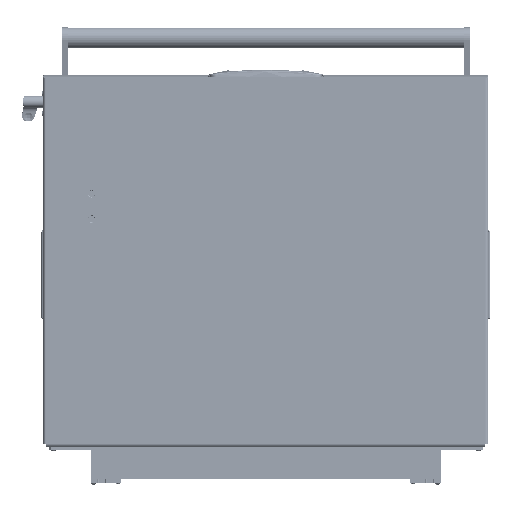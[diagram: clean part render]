
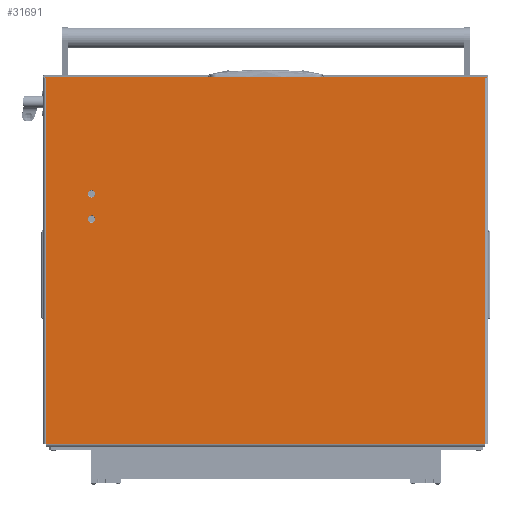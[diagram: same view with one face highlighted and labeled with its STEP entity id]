
A CAD part, front view. The second image highlights one B-rep face of the part: STEP entity #31691.
In plain terms, the highlighted face is planar.
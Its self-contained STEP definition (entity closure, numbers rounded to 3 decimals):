
#533 = LINE ( 'NONE', #64935, #130051 ) ;
#2329 = VECTOR ( 'NONE', #65438, 1000. ) ;
#3450 = VERTEX_POINT ( 'NONE', #89326 ) ;
#5597 = VERTEX_POINT ( 'NONE', #99088 ) ;
#5800 = ORIENTED_EDGE ( 'NONE', *, *, #79280, .F. ) ;
#5949 = LINE ( 'NONE', #113442, #112983 ) ;
#6257 = AXIS2_PLACEMENT_3D ( 'NONE', #23305, #84877, #13778 ) ;
#6412 = CARTESIAN_POINT ( 'NONE',  ( -2., -2., 0. ) ) ;
#6784 = VECTOR ( 'NONE', #108971, 1000. ) ;
#9575 = VECTOR ( 'NONE', #89393, 1000. ) ;
#9751 = ORIENTED_EDGE ( 'NONE', *, *, #123009, .F. ) ;
#10085 = LINE ( 'NONE', #129327, #6784 ) ;
#13570 = VECTOR ( 'NONE', #99312, 1000. ) ;
#13778 = DIRECTION ( 'NONE',  ( -1., 0., 0. ) ) ;
#14505 = DIRECTION ( 'NONE',  ( -1., 0., 0. ) ) ;
#14994 = EDGE_CURVE ( 'NONE', #118024, #5597, #63029, .T. ) ;
#16203 = ORIENTED_EDGE ( 'NONE', *, *, #33847, .F. ) ;
#16858 = DIRECTION ( 'NONE',  ( -1., 0., 0. ) ) ;
#18052 = EDGE_CURVE ( 'NONE', #94589, #5597, #10085, .T. ) ;
#21245 = ORIENTED_EDGE ( 'NONE', *, *, #83853, .T. ) ;
#23305 = CARTESIAN_POINT ( 'NONE',  ( 160., 545., 0. ) ) ;
#24244 = FACE_BOUND ( 'NONE', #52251, .T. ) ;
#26753 = VERTEX_POINT ( 'NONE', #6412 ) ;
#27025 = CARTESIAN_POINT ( 'NONE',  ( 0., -4., 0. ) ) ;
#27621 = PLANE ( 'NONE',  #93435 ) ;
#27902 = CARTESIAN_POINT ( 'NONE',  ( 0., 608., 0. ) ) ;
#28114 = VERTEX_POINT ( 'NONE', #108620 ) ;
#30415 = AXIS2_PLACEMENT_3D ( 'NONE', #117642, #76077, #14505 ) ;
#31691 = ADVANCED_FACE ( 'NONE', ( #24244, #108466, #103558 ), #27621, .T. ) ;
#32824 = DIRECTION ( 'NONE',  ( -1., 0., 0. ) ) ;
#33847 = EDGE_CURVE ( 'NONE', #56946, #58137, #96935, .T. ) ;
#33857 = DIRECTION ( 'NONE',  ( 0., 0., -1. ) ) ;
#35172 = CARTESIAN_POINT ( 'NONE',  ( 160., 545., 0. ) ) ;
#37785 = VERTEX_POINT ( 'NONE', #122670 ) ;
#41568 = CARTESIAN_POINT ( 'NONE',  ( 0., 608., 0. ) ) ;
#44042 = CARTESIAN_POINT ( 'NONE',  ( 189.8, 545., 0. ) ) ;
#45047 = EDGE_CURVE ( 'NONE', #3450, #37785, #98780, .T. ) ;
#52251 = EDGE_LOOP ( 'NONE', ( #64486, #58177 ) ) ;
#54946 = EDGE_CURVE ( 'NONE', #126622, #26753, #78137, .T. ) ;
#56946 = VERTEX_POINT ( 'NONE', #44042 ) ;
#57534 = ORIENTED_EDGE ( 'NONE', *, *, #54946, .T. ) ;
#58137 = VERTEX_POINT ( 'NONE', #113694 ) ;
#58177 = ORIENTED_EDGE ( 'NONE', *, *, #45047, .F. ) ;
#58768 = VERTEX_POINT ( 'NONE', #102631 ) ;
#62018 = ORIENTED_EDGE ( 'NONE', *, *, #18052, .T. ) ;
#63029 = LINE ( 'NONE', #27025, #9575 ) ;
#63663 = DIRECTION ( 'NONE',  ( 0., 1., 0. ) ) ;
#64293 = DIRECTION ( 'NONE',  ( -1., 0., 0. ) ) ;
#64486 = ORIENTED_EDGE ( 'NONE', *, *, #88001, .F. ) ;
#64935 = CARTESIAN_POINT ( 'NONE',  ( 0., -4., 0. ) ) ;
#65438 = DIRECTION ( 'NONE',  ( 0., -1., 0. ) ) ;
#65921 = ORIENTED_EDGE ( 'NONE', *, *, #72882, .F. ) ;
#66143 = DIRECTION ( 'NONE',  ( 1., 0., 0. ) ) ;
#66915 = AXIS2_PLACEMENT_3D ( 'NONE', #35172, #33857, #32824 ) ;
#72882 = EDGE_CURVE ( 'NONE', #28114, #118024, #81669, .T. ) ;
#76077 = DIRECTION ( 'NONE',  ( 0., 0., -1. ) ) ;
#76310 = CARTESIAN_POINT ( 'NONE',  ( 0., 608., 0. ) ) ;
#78137 = LINE ( 'NONE', #97047, #107131 ) ;
#79280 = EDGE_CURVE ( 'NONE', #84044, #58768, #101780, .T. ) ;
#81669 = LINE ( 'NONE', #27902, #13570 ) ;
#83853 = EDGE_CURVE ( 'NONE', #26753, #94589, #5949, .T. ) ;
#84044 = VERTEX_POINT ( 'NONE', #98865 ) ;
#84175 = CARTESIAN_POINT ( 'NONE',  ( 195., 545., 0. ) ) ;
#84863 = CARTESIAN_POINT ( 'NONE',  ( 506., 608., 0. ) ) ;
#84877 = DIRECTION ( 'NONE',  ( 0., 0., -1. ) ) ;
#88001 = EDGE_CURVE ( 'NONE', #37785, #3450, #104146, .T. ) ;
#88007 = DIRECTION ( 'NONE',  ( -1., 0., 0. ) ) ;
#88285 = AXIS2_PLACEMENT_3D ( 'NONE', #84175, #127508, #64293 ) ;
#89326 = CARTESIAN_POINT ( 'NONE',  ( 165.2, 545., 0. ) ) ;
#89393 = DIRECTION ( 'NONE',  ( 0., 1., 0. ) ) ;
#92258 = ORIENTED_EDGE ( 'NONE', *, *, #14994, .F. ) ;
#92902 = DIRECTION ( 'NONE',  ( 0., 0., -1. ) ) ;
#93435 = AXIS2_PLACEMENT_3D ( 'NONE', #41568, #92902, #16858 ) ;
#94265 = DIRECTION ( 'NONE',  ( 0., 1., 0. ) ) ;
#94589 = VERTEX_POINT ( 'NONE', #118259 ) ;
#96935 = CIRCLE ( 'NONE', #30415, 5.2 ) ;
#97047 = CARTESIAN_POINT ( 'NONE',  ( 0., -2., 0. ) ) ;
#97766 = EDGE_LOOP ( 'NONE', ( #16203, #9751 ) ) ;
#98780 = CIRCLE ( 'NONE', #6257, 5.2 ) ;
#98865 = CARTESIAN_POINT ( 'NONE',  ( 0., 0., 0. ) ) ;
#99088 = CARTESIAN_POINT ( 'NONE',  ( 0., 610., 0. ) ) ;
#99312 = DIRECTION ( 'NONE',  ( -1., 0., 0. ) ) ;
#101780 = LINE ( 'NONE', #117641, #126089 ) ;
#102631 = CARTESIAN_POINT ( 'NONE',  ( 506., 0., 0. ) ) ;
#103558 = FACE_OUTER_BOUND ( 'NONE', #113468, .T. ) ;
#104146 = CIRCLE ( 'NONE', #66915, 5.2 ) ;
#107131 = VECTOR ( 'NONE', #88007, 1000. ) ;
#108466 = FACE_BOUND ( 'NONE', #97766, .T. ) ;
#108620 = CARTESIAN_POINT ( 'NONE',  ( 506., 608., 0. ) ) ;
#108876 = CARTESIAN_POINT ( 'NONE',  ( 0., -2., 0. ) ) ;
#108971 = DIRECTION ( 'NONE',  ( 1., 0., 0. ) ) ;
#112983 = VECTOR ( 'NONE', #63663, 1000. ) ;
#113442 = CARTESIAN_POINT ( 'NONE',  ( -2., -4., 0. ) ) ;
#113468 = EDGE_LOOP ( 'NONE', ( #122083, #57534, #21245, #62018, #92258, #65921, #121225, #5800 ) ) ;
#113694 = CARTESIAN_POINT ( 'NONE',  ( 200.2, 545., 0. ) ) ;
#117641 = CARTESIAN_POINT ( 'NONE',  ( 0., 0., 0. ) ) ;
#117642 = CARTESIAN_POINT ( 'NONE',  ( 195., 545., 0. ) ) ;
#118024 = VERTEX_POINT ( 'NONE', #76310 ) ;
#118259 = CARTESIAN_POINT ( 'NONE',  ( -2., 610., 0. ) ) ;
#118336 = EDGE_CURVE ( 'NONE', #126622, #84044, #533, .T. ) ;
#121225 = ORIENTED_EDGE ( 'NONE', *, *, #126906, .T. ) ;
#122083 = ORIENTED_EDGE ( 'NONE', *, *, #118336, .F. ) ;
#122670 = CARTESIAN_POINT ( 'NONE',  ( 154.8, 545., 0. ) ) ;
#123009 = EDGE_CURVE ( 'NONE', #58137, #56946, #129754, .T. ) ;
#126089 = VECTOR ( 'NONE', #66143, 1000. ) ;
#126622 = VERTEX_POINT ( 'NONE', #108876 ) ;
#126906 = EDGE_CURVE ( 'NONE', #28114, #58768, #128726, .T. ) ;
#127508 = DIRECTION ( 'NONE',  ( 0., 0., -1. ) ) ;
#128726 = LINE ( 'NONE', #84863, #2329 ) ;
#129327 = CARTESIAN_POINT ( 'NONE',  ( 0., 610., 0. ) ) ;
#129754 = CIRCLE ( 'NONE', #88285, 5.2 ) ;
#130051 = VECTOR ( 'NONE', #94265, 1000. ) ;
